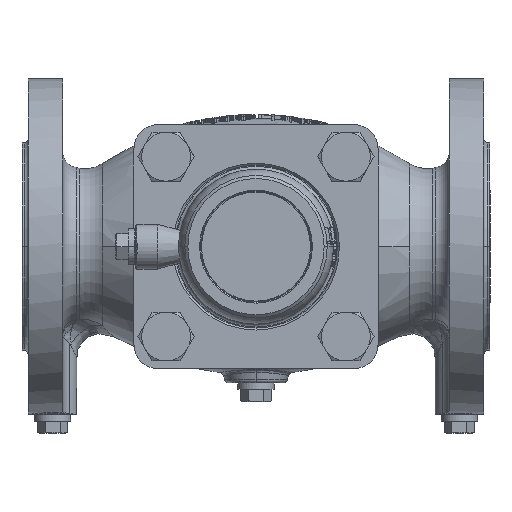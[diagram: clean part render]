
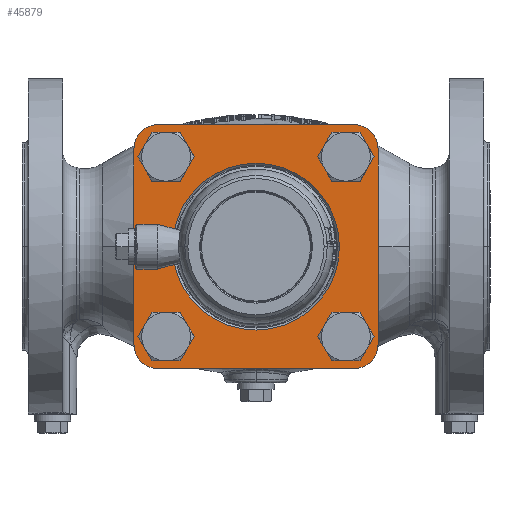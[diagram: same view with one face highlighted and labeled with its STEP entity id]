
A CAD part, front view. The second image highlights one B-rep face of the part: STEP entity #45879.
In plain terms, the highlighted planar face has unit normal (0, -1, 0).
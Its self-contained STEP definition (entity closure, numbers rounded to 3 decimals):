
#33115=CARTESIAN_POINT('',(44.194,125.,44.194));
#33116=DIRECTION('',(0.,1.,0.));
#33117=DIRECTION('',(1.,0.,0.));
#33118=AXIS2_PLACEMENT_3D('',#33115,#33116,#33117);
#33120=CARTESIAN_POINT('',(44.194,125.,44.194));
#33121=DIRECTION('',(0.,1.,0.));
#33122=DIRECTION('',(-1.,0.,0.));
#33123=AXIS2_PLACEMENT_3D('',#33120,#33121,#33122);
#33125=CARTESIAN_POINT('',(44.194,125.,-44.194));
#33126=DIRECTION('',(0.,1.,0.));
#33127=DIRECTION('',(1.,0.,0.));
#33128=AXIS2_PLACEMENT_3D('',#33125,#33126,#33127);
#33130=CARTESIAN_POINT('',(44.194,125.,-44.194));
#33131=DIRECTION('',(0.,1.,0.));
#33132=DIRECTION('',(-1.,0.,0.));
#33133=AXIS2_PLACEMENT_3D('',#33130,#33131,#33132);
#33135=CARTESIAN_POINT('',(-44.194,125.,44.194));
#33136=DIRECTION('',(0.,1.,0.));
#33137=DIRECTION('',(1.,0.,0.));
#33138=AXIS2_PLACEMENT_3D('',#33135,#33136,#33137);
#33140=CARTESIAN_POINT('',(-44.194,125.,44.194));
#33141=DIRECTION('',(0.,1.,0.));
#33142=DIRECTION('',(-1.,0.,0.));
#33143=AXIS2_PLACEMENT_3D('',#33140,#33141,#33142);
#33145=CARTESIAN_POINT('',(-44.194,125.,-44.194));
#33146=DIRECTION('',(0.,1.,0.));
#33147=DIRECTION('',(1.,0.,0.));
#33148=AXIS2_PLACEMENT_3D('',#33145,#33146,#33147);
#33150=CARTESIAN_POINT('',(-44.194,125.,-44.194));
#33151=DIRECTION('',(0.,1.,0.));
#33152=DIRECTION('',(-1.,0.,0.));
#33153=AXIS2_PLACEMENT_3D('',#33150,#33151,#33152);
#33155=CARTESIAN_POINT('',(-48.,125.,48.));
#33156=DIRECTION('',(0.,-1.,0.));
#33157=DIRECTION('',(0.,0.,1.));
#33158=AXIS2_PLACEMENT_3D('',#33155,#33156,#33157);
#33160=DIRECTION('',(-1.,0.,0.));
#33161=VECTOR('',#33160,96.);
#33162=CARTESIAN_POINT('',(48.,125.,60.));
#33163=LINE('',#33162,#33161);
#33164=CARTESIAN_POINT('',(48.,125.,48.));
#33165=DIRECTION('',(0.,-1.,0.));
#33166=DIRECTION('',(1.,0.,0.));
#33167=AXIS2_PLACEMENT_3D('',#33164,#33165,#33166);
#33169=DIRECTION('',(0.,0.,1.));
#33170=VECTOR('',#33169,96.);
#33171=CARTESIAN_POINT('',(60.,125.,-48.));
#33172=LINE('',#33171,#33170);
#33173=CARTESIAN_POINT('',(48.,125.,-48.));
#33174=DIRECTION('',(0.,-1.,0.));
#33175=DIRECTION('',(0.,0.,-1.));
#33176=AXIS2_PLACEMENT_3D('',#33173,#33174,#33175);
#33178=DIRECTION('',(1.,0.,0.));
#33179=VECTOR('',#33178,96.);
#33180=CARTESIAN_POINT('',(-48.,125.,-60.));
#33181=LINE('',#33180,#33179);
#33182=CARTESIAN_POINT('',(-48.,125.,-48.));
#33183=DIRECTION('',(0.,-1.,0.));
#33184=DIRECTION('',(-1.,0.,0.));
#33185=AXIS2_PLACEMENT_3D('',#33182,#33183,#33184);
#33187=DIRECTION('',(0.,0.,-1.));
#33188=VECTOR('',#33187,96.);
#33189=CARTESIAN_POINT('',(-60.,125.,48.));
#33190=LINE('',#33189,#33188);
#33191=CARTESIAN_POINT('',(0.,125.,
0.));
#33192=DIRECTION('',(0.,1.,0.));
#33193=DIRECTION('',(1.,0.,0.));
#33194=AXIS2_PLACEMENT_3D('',#33191,#33192,#33193);
#33196=CARTESIAN_POINT('',(0.,125.,
0.));
#33197=DIRECTION('',(0.,1.,0.));
#33198=DIRECTION('',(-1.,0.,0.));
#33199=AXIS2_PLACEMENT_3D('',#33196,#33197,#33198);
#43849=CARTESIAN_POINT('',(53.194,125.,44.194));
#43850=CARTESIAN_POINT('',(35.194,125.,44.194));
#43851=VERTEX_POINT('',#43849);
#43852=VERTEX_POINT('',#43850);
#43853=CARTESIAN_POINT('',(53.194,125.,-44.194));
#43854=CARTESIAN_POINT('',(35.194,125.,-44.194));
#43855=VERTEX_POINT('',#43853);
#43856=VERTEX_POINT('',#43854);
#43857=CARTESIAN_POINT('',(-35.194,125.,44.194));
#43858=CARTESIAN_POINT('',(-53.194,125.,44.194));
#43859=VERTEX_POINT('',#43857);
#43860=VERTEX_POINT('',#43858);
#43861=CARTESIAN_POINT('',(-35.194,125.,-44.194));
#43862=CARTESIAN_POINT('',(-53.194,125.,-44.194));
#43863=VERTEX_POINT('',#43861);
#43864=VERTEX_POINT('',#43862);
#43865=CARTESIAN_POINT('',(41.,125.,
0.));
#43866=CARTESIAN_POINT('',(-41.,125.,0.));
#43867=VERTEX_POINT('',#43865);
#43868=VERTEX_POINT('',#43866);
#45110=CARTESIAN_POINT('',(-48.,125.,60.));
#45111=CARTESIAN_POINT('',(-60.,125.,48.));
#45112=VERTEX_POINT('',#45110);
#45113=VERTEX_POINT('',#45111);
#45114=CARTESIAN_POINT('',(-60.,125.,-48.));
#45115=VERTEX_POINT('',#45114);
#45116=CARTESIAN_POINT('',(-48.,125.,-60.));
#45117=VERTEX_POINT('',#45116);
#45118=CARTESIAN_POINT('',(48.,125.,-60.));
#45119=VERTEX_POINT('',#45118);
#45120=CARTESIAN_POINT('',(60.,125.,-48.));
#45121=VERTEX_POINT('',#45120);
#45122=CARTESIAN_POINT('',(60.,125.,48.));
#45123=VERTEX_POINT('',#45122);
#45124=CARTESIAN_POINT('',(48.,125.,60.));
#45125=VERTEX_POINT('',#45124);
#45828=CARTESIAN_POINT('',(0.,125.,0.));
#45829=DIRECTION('',(0.,-1.,0.));
#45830=DIRECTION('',(1.,0.,0.));
#45831=AXIS2_PLACEMENT_3D('',#45828,#45829,#45830);
#45832=PLANE('',#45831);
#45834=ORIENTED_EDGE('',*,*,#45833,.F.);
#45836=ORIENTED_EDGE('',*,*,#45835,.F.);
#45838=ORIENTED_EDGE('',*,*,#45837,.F.);
#45840=ORIENTED_EDGE('',*,*,#45839,.F.);
#45842=ORIENTED_EDGE('',*,*,#45841,.F.);
#45844=ORIENTED_EDGE('',*,*,#45843,.F.);
#45846=ORIENTED_EDGE('',*,*,#45845,.F.);
#45848=ORIENTED_EDGE('',*,*,#45847,.F.);
#45849=EDGE_LOOP('',(#45834,#45836,#45838,#45840,#45842,#45844,#45846,#45848));
#45850=FACE_OUTER_BOUND('',#45849,.F.);
#45852=ORIENTED_EDGE('',*,*,#45851,.F.);
#45854=ORIENTED_EDGE('',*,*,#45853,.F.);
#45855=EDGE_LOOP('',(#45852,#45854));
#45856=FACE_BOUND('',#45855,.F.);
#45858=ORIENTED_EDGE('',*,*,#45857,.F.);
#45860=ORIENTED_EDGE('',*,*,#45859,.F.);
#45861=EDGE_LOOP('',(#45858,#45860));
#45862=FACE_BOUND('',#45861,.F.);
#45864=ORIENTED_EDGE('',*,*,#45863,.F.);
#45866=ORIENTED_EDGE('',*,*,#45865,.F.);
#45867=EDGE_LOOP('',(#45864,#45866));
#45868=FACE_BOUND('',#45867,.F.);
#45869=ORIENTED_EDGE('',*,*,#45808,.F.);
#45870=ORIENTED_EDGE('',*,*,#45822,.F.);
#45871=EDGE_LOOP('',(#45869,#45870));
#45872=FACE_BOUND('',#45871,.F.);
#45874=ORIENTED_EDGE('',*,*,#45873,.F.);
#45876=ORIENTED_EDGE('',*,*,#45875,.F.);
#45877=EDGE_LOOP('',(#45874,#45876));
#45878=FACE_BOUND('',#45877,.F.);
#45879=ADVANCED_FACE('',(#45850,#45856,#45862,#45868,#45872,#45878),#45832,.T.);
#33119=CIRCLE('',#33118,9.);
#33124=CIRCLE('',#33123,9.);
#33129=CIRCLE('',#33128,9.);
#33134=CIRCLE('',#33133,9.);
#33139=CIRCLE('',#33138,9.);
#33144=CIRCLE('',#33143,9.);
#33149=CIRCLE('',#33148,9.);
#33154=CIRCLE('',#33153,9.);
#33159=CIRCLE('',#33158,12.);
#33168=CIRCLE('',#33167,12.);
#33177=CIRCLE('',#33176,12.);
#33186=CIRCLE('',#33185,12.);
#33195=CIRCLE('',#33194,41.);
#33200=CIRCLE('',#33199,41.);
#45808=EDGE_CURVE('',#43851,#43852,#33119,.T.);
#45822=EDGE_CURVE('',#43852,#43851,#33124,.T.);
#45833=EDGE_CURVE('',#45112,#45113,#33159,.T.);
#45835=EDGE_CURVE('',#45125,#45112,#33163,.T.);
#45837=EDGE_CURVE('',#45123,#45125,#33168,.T.);
#45839=EDGE_CURVE('',#45121,#45123,#33172,.T.);
#45841=EDGE_CURVE('',#45119,#45121,#33177,.T.);
#45843=EDGE_CURVE('',#45117,#45119,#33181,.T.);
#45845=EDGE_CURVE('',#45115,#45117,#33186,.T.);
#45847=EDGE_CURVE('',#45113,#45115,#33190,.T.);
#45851=EDGE_CURVE('',#43855,#43856,#33129,.T.);
#45853=EDGE_CURVE('',#43856,#43855,#33134,.T.);
#45857=EDGE_CURVE('',#43859,#43860,#33139,.T.);
#45859=EDGE_CURVE('',#43860,#43859,#33144,.T.);
#45863=EDGE_CURVE('',#43863,#43864,#33149,.T.);
#45865=EDGE_CURVE('',#43864,#43863,#33154,.T.);
#45873=EDGE_CURVE('',#43867,#43868,#33195,.T.);
#45875=EDGE_CURVE('',#43868,#43867,#33200,.T.);
